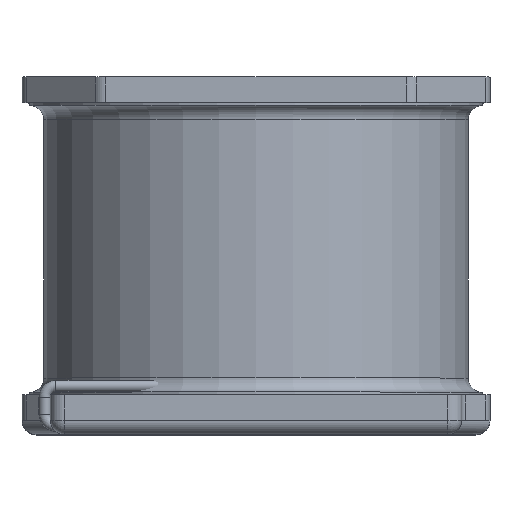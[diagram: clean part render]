
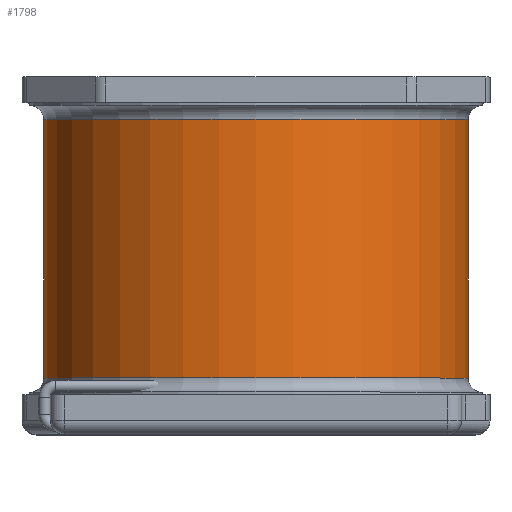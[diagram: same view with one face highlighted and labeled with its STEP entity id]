
A CAD part, top view. The second image highlights one B-rep face of the part: STEP entity #1798.
In plain terms, the highlighted cylindrical face has radius 2.705 mm (diameter 5.41 mm), a full revolution.
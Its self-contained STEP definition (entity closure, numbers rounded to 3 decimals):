
#176=FACE_OUTER_BOUND('',#273,.T.);
#273=EDGE_LOOP('',(#1481,#1482,#1483,#1484,#1485,#1486,#1487,#1488));
#409=LINE('',#3214,#532);
#532=VECTOR('',#2651,2.705);
#610=CIRCLE('',#2126,2.705);
#611=CIRCLE('',#2127,2.705);
#616=CIRCLE('',#2132,2.705);
#617=CIRCLE('',#2134,2.705);
#618=CIRCLE('',#2135,2.705);
#619=CIRCLE('',#2136,2.705);
#790=VERTEX_POINT('',#3194);
#791=VERTEX_POINT('',#3195);
#792=VERTEX_POINT('',#3197);
#796=VERTEX_POINT('',#3208);
#797=VERTEX_POINT('',#3209);
#798=VERTEX_POINT('',#3211);
#1029=EDGE_CURVE('',#790,#791,#610,.T.);
#1030=EDGE_CURVE('',#792,#790,#611,.T.);
#1035=EDGE_CURVE('',#791,#792,#616,.T.);
#1036=EDGE_CURVE('',#796,#797,#617,.T.);
#1037=EDGE_CURVE('',#798,#796,#618,.T.);
#1038=EDGE_CURVE('',#797,#798,#619,.T.);
#1039=EDGE_CURVE('',#797,#791,#409,.T.);
#1481=ORIENTED_EDGE('',*,*,#1036,.F.);
#1482=ORIENTED_EDGE('',*,*,#1037,.F.);
#1483=ORIENTED_EDGE('',*,*,#1038,.F.);
#1484=ORIENTED_EDGE('',*,*,#1039,.T.);
#1485=ORIENTED_EDGE('',*,*,#1035,.T.);
#1486=ORIENTED_EDGE('',*,*,#1030,.T.);
#1487=ORIENTED_EDGE('',*,*,#1029,.T.);
#1488=ORIENTED_EDGE('',*,*,#1039,.F.);
#1642=CYLINDRICAL_SURFACE('',#2133,2.705);
#1798=ADVANCED_FACE('',(#176),#1642,.T.);
#2126=AXIS2_PLACEMENT_3D('',#3196,#2629,#2630);
#2127=AXIS2_PLACEMENT_3D('',#3198,#2631,#2632);
#2132=AXIS2_PLACEMENT_3D('',#3206,#2641,#2642);
#2133=AXIS2_PLACEMENT_3D('',#3207,#2643,#2644);
#2134=AXIS2_PLACEMENT_3D('',#3210,#2645,#2646);
#2135=AXIS2_PLACEMENT_3D('',#3212,#2647,#2648);
#2136=AXIS2_PLACEMENT_3D('',#3213,#2649,#2650);
#2629=DIRECTION('center_axis',(0.,1.,0.));
#2630=DIRECTION('ref_axis',(1.,0.,0.));
#2631=DIRECTION('center_axis',(0.,1.,0.));
#2632=DIRECTION('ref_axis',(1.,0.,0.));
#2641=DIRECTION('center_axis',(0.,1.,0.));
#2642=DIRECTION('ref_axis',(1.,0.,0.));
#2643=DIRECTION('center_axis',(0.,1.,0.));
#2644=DIRECTION('ref_axis',(1.,0.,0.));
#2645=DIRECTION('center_axis',(0.,1.,0.));
#2646=DIRECTION('ref_axis',(1.,0.,0.));
#2647=DIRECTION('center_axis',(0.,1.,0.));
#2648=DIRECTION('ref_axis',(1.,0.,0.));
#2649=DIRECTION('center_axis',(0.,1.,0.));
#2650=DIRECTION('ref_axis',(1.,0.,0.));
#2651=DIRECTION('',(0.,-1.,0.));
#3194=CARTESIAN_POINT('',(2.705,0.317,0.));
#3195=CARTESIAN_POINT('',(-2.705,0.317,0.));
#3196=CARTESIAN_POINT('Origin',(0.,0.317,0.));
#3197=CARTESIAN_POINT('',(0.,0.317,2.705));
#3198=CARTESIAN_POINT('Origin',(0.,0.317,0.));
#3206=CARTESIAN_POINT('Origin',(0.,0.317,0.));
#3207=CARTESIAN_POINT('Origin',(0.,1.964,0.));
#3208=CARTESIAN_POINT('',(2.705,3.611,0.));
#3209=CARTESIAN_POINT('',(-2.705,3.611,0.));
#3210=CARTESIAN_POINT('Origin',(0.,3.611,0.));
#3211=CARTESIAN_POINT('',(0.,3.611,2.705));
#3212=CARTESIAN_POINT('Origin',(0.,3.611,0.));
#3213=CARTESIAN_POINT('Origin',(0.,3.611,0.));
#3214=CARTESIAN_POINT('',(-2.705,1.964,0.));
